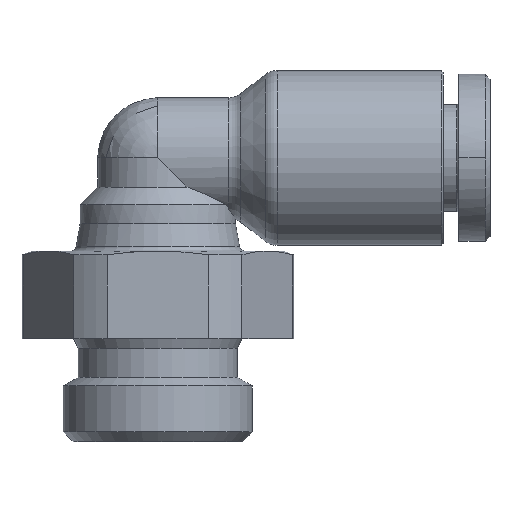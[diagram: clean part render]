
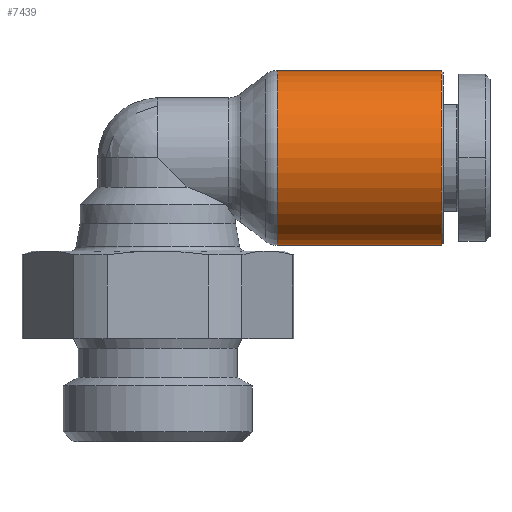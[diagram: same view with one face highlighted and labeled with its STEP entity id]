
A CAD part, front view. The second image highlights one B-rep face of the part: STEP entity #7439.
In plain terms, the highlighted cylindrical face has radius 4.5 mm (diameter 9 mm), a full revolution.
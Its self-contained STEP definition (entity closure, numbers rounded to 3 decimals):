
#2421=FACE_BOUND('',#2867,.T.);
#2462=FACE_OUTER_BOUND('',#2866,.T.);
#2866=EDGE_LOOP('',(#5214));
#2867=EDGE_LOOP('',(#5215));
#3311=CIRCLE('',#7846,4.5);
#3312=CIRCLE('',#7847,4.5);
#3371=VERTEX_POINT('',#10279);
#3372=VERTEX_POINT('',#10281);
#4112=EDGE_CURVE('',#3371,#3371,#3311,.T.);
#4113=EDGE_CURVE('',#3372,#3372,#3312,.T.);
#5214=ORIENTED_EDGE('',*,*,#4112,.F.);
#5215=ORIENTED_EDGE('',*,*,#4113,.F.);
#7418=CYLINDRICAL_SURFACE('',#7845,4.5);
#7439=ADVANCED_FACE('',(#2462,#2421),#7418,.T.);
#7845=AXIS2_PLACEMENT_3D('',#10278,#8330,#8331);
#7846=AXIS2_PLACEMENT_3D('',#10280,#8332,#8333);
#7847=AXIS2_PLACEMENT_3D('',#10282,#8334,#8335);
#8330=DIRECTION('center_axis',(1.,0.,0.));
#8331=DIRECTION('ref_axis',(0.,0.,1.));
#8332=DIRECTION('center_axis',(-1.,0.,0.));
#8333=DIRECTION('ref_axis',(0.,0.,-1.));
#8334=DIRECTION('center_axis',(1.,0.,0.));
#8335=DIRECTION('ref_axis',(0.,0.,-1.));
#10278=CARTESIAN_POINT('Origin',(22.016,17.287,2.938));
#10279=CARTESIAN_POINT('',(18.509,17.287,-1.562));
#10280=CARTESIAN_POINT('Origin',(18.509,17.287,2.938));
#10281=CARTESIAN_POINT('',(26.966,17.287,-1.562));
#10282=CARTESIAN_POINT('Origin',(26.966,17.287,2.938));
